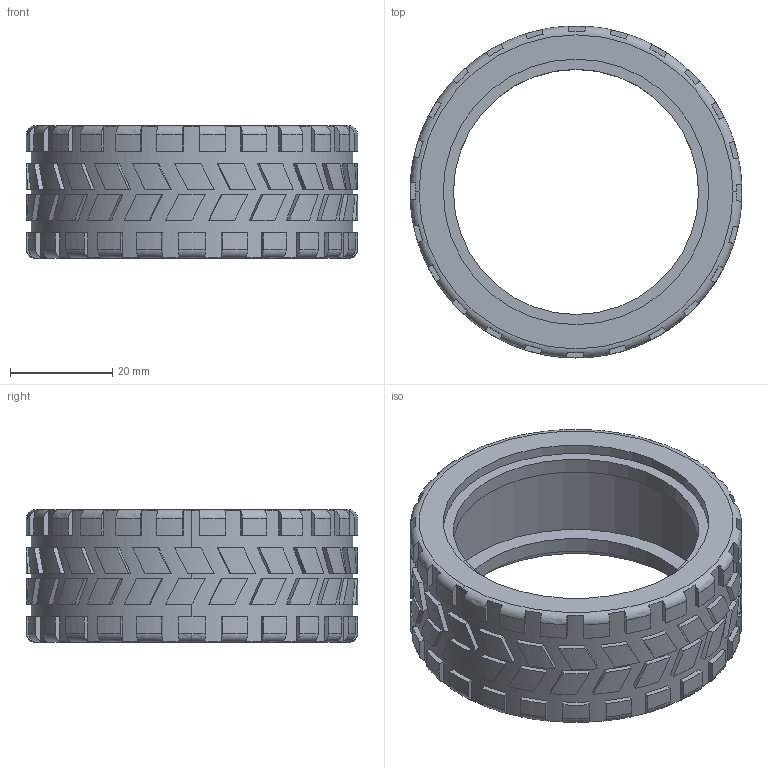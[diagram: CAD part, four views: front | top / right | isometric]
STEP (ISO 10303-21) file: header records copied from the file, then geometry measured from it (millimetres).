
FILE_DESCRIPTION (( 'STEP AP214' ), '1' );
FILE_NAME ('Neumatico.STEP', '2021-05-09T21:44:49', ( '' ), ( '' ), 'SwSTEP 2.0', 'SolidWorks 2020', '' );
FILE_SCHEMA (( 'AUTOMOTIVE_DESIGN' ));
Length unit declared in the file: millimetre
Products named in the file (1): Neumatico
Bounding box: 65 x 65 x 26 mm (x, y, z)
Volume: 18475.8 mm3; surface area: 17966.9 mm2
Topology: 1 solids, 1 shells, 460 faces, 1220 edges, 812 vertices
Faces by surface type: plane 248, cylinder 112, bspline 96, torus 4
Entity records: 15094 total; most frequent: CARTESIAN_POINT 4125, ORIENTED_EDGE 2440, DIRECTION 2094, EDGE_CURVE 1220, AXIS2_PLACEMENT_3D 893, VERTEX_POINT 812, CIRCLE 528, EDGE_LOOP 512
